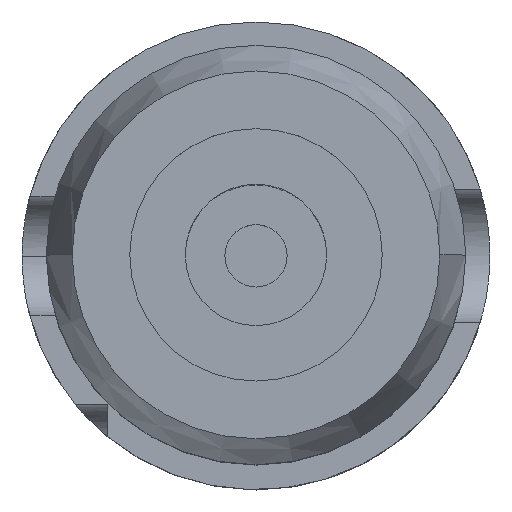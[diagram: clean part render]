
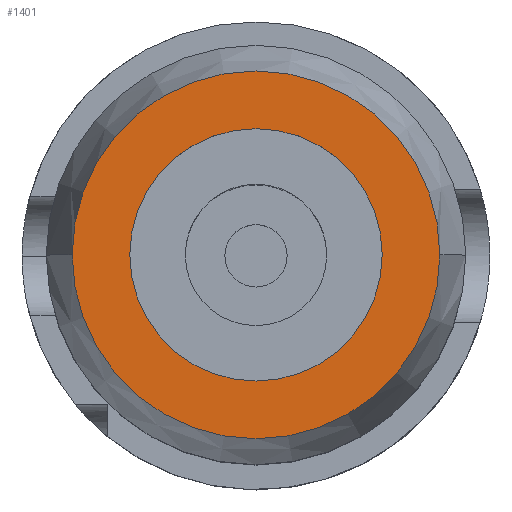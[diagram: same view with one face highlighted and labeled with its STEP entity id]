
A CAD part, top view. The second image highlights one B-rep face of the part: STEP entity #1401.
In plain terms, the highlighted planar face has unit normal (0, 0, 1).
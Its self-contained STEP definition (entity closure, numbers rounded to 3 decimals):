
#20 = CARTESIAN_POINT ( 'NONE',  ( 0., 24.77, 101.6 ) ) ;
#152 = CARTESIAN_POINT ( 'NONE',  ( 0., 0., 101.6 ) ) ;
#259 = CARTESIAN_POINT ( 'NONE',  ( 24.77, 0., 101.6 ) ) ;
#321 = EDGE_CURVE ( 'NONE', #1694, #376, #3636, .T. ) ;
#358 = DIRECTION ( 'NONE',  ( 0., 0., 1. ) ) ;
#376 = VERTEX_POINT ( 'NONE', #259 ) ;
#404 = EDGE_CURVE ( 'NONE', #2555, #3156, #771, .T. ) ;
#437 = CARTESIAN_POINT ( 'NONE',  ( -24.77, 0., 101.6 ) ) ;
#475 = FACE_OUTER_BOUND ( 'NONE', #3783, .T. ) ;
#532 = DIRECTION ( 'NONE',  ( -1., 0., 0. ) ) ;
#568 = CARTESIAN_POINT ( 'NONE',  ( -17., 0., 101.6 ) ) ;
#665 = CARTESIAN_POINT ( 'NONE',  ( 0., 0., 101.6 ) ) ;
#771 = CIRCLE ( 'NONE', #3957, 17. ) ;
#972 = DIRECTION ( 'NONE',  ( -1., 0., 0. ) ) ;
#1032 = DIRECTION ( 'NONE',  ( -1., 0., 0. ) ) ;
#1199 = AXIS2_PLACEMENT_3D ( 'NONE', #3934, #1748, #4285 ) ;
#1251 = ORIENTED_EDGE ( 'NONE', *, *, #2121, .T. ) ;
#1332 = CARTESIAN_POINT ( 'NONE',  ( 0., 0., 101.6 ) ) ;
#1401 = ADVANCED_FACE ( 'NONE', ( #3303, #475 ), #4708, .T. ) ;
#1682 = AXIS2_PLACEMENT_3D ( 'NONE', #152, #2719, #532 ) ;
#1694 = VERTEX_POINT ( 'NONE', #437 ) ;
#1748 = DIRECTION ( 'NONE',  ( 0., 0., -1. ) ) ;
#2113 = EDGE_CURVE ( 'NONE', #376, #1694, #3509, .T. ) ;
#2121 = EDGE_CURVE ( 'NONE', #3156, #2555, #3380, .T. ) ;
#2210 = ORIENTED_EDGE ( 'NONE', *, *, #404, .T. ) ;
#2507 = AXIS2_PLACEMENT_3D ( 'NONE', #1332, #3521, #972 ) ;
#2526 = DIRECTION ( 'NONE',  ( 1., 0., 0. ) ) ;
#2555 = VERTEX_POINT ( 'NONE', #568 ) ;
#2719 = DIRECTION ( 'NONE',  ( 0., 0., -1. ) ) ;
#3156 = VERTEX_POINT ( 'NONE', #4276 ) ;
#3197 = DIRECTION ( 'NONE',  ( 0., 0., -1. ) ) ;
#3289 = ORIENTED_EDGE ( 'NONE', *, *, #2113, .F. ) ;
#3303 = FACE_BOUND ( 'NONE', #4140, .T. ) ;
#3380 = CIRCLE ( 'NONE', #1682, 17. ) ;
#3509 = CIRCLE ( 'NONE', #1199, 24.77 ) ;
#3521 = DIRECTION ( 'NONE',  ( 0., 0., -1. ) ) ;
#3636 = CIRCLE ( 'NONE', #2507, 24.77 ) ;
#3783 = EDGE_LOOP ( 'NONE', ( #4006, #3289 ) ) ;
#3934 = CARTESIAN_POINT ( 'NONE',  ( 0., 0., 101.6 ) ) ;
#3957 = AXIS2_PLACEMENT_3D ( 'NONE', #665, #3197, #1032 ) ;
#4006 = ORIENTED_EDGE ( 'NONE', *, *, #321, .F. ) ;
#4140 = EDGE_LOOP ( 'NONE', ( #2210, #1251 ) ) ;
#4215 = AXIS2_PLACEMENT_3D ( 'NONE', #20, #358, #2526 ) ;
#4276 = CARTESIAN_POINT ( 'NONE',  ( 17., 0., 101.6 ) ) ;
#4285 = DIRECTION ( 'NONE',  ( -1., 0., 0. ) ) ;
#4708 = PLANE ( 'NONE',  #4215 ) ;
